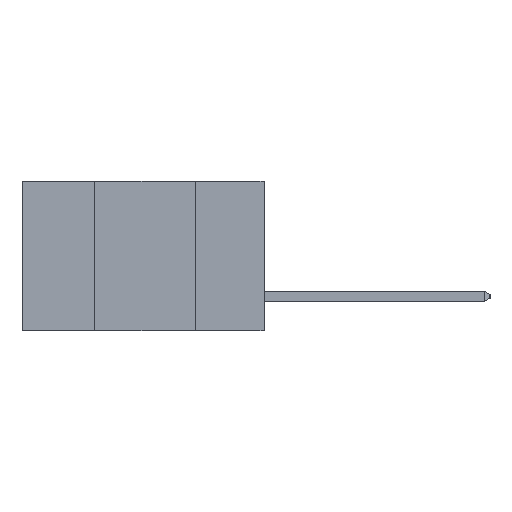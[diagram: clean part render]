
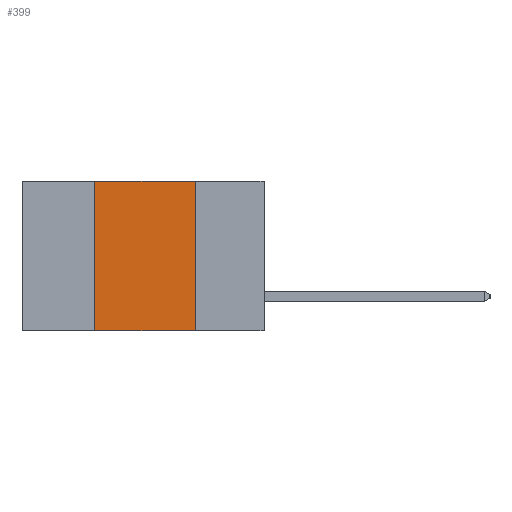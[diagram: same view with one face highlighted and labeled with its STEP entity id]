
A CAD part, left-side view. The second image highlights one B-rep face of the part: STEP entity #399.
In plain terms, the highlighted planar face has unit normal (-1, 0, 0).
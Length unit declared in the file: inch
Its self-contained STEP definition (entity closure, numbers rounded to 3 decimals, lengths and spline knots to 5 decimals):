
#399 = ADVANCED_FACE ( 'NONE', ( #17403 ), #3519, .F. ) ;
#1506 = DIRECTION ( 'NONE',  ( 1., 0., 0. ) ) ;
#2107 = EDGE_CURVE ( 'NONE', #5016, #8169, #25079, .T. ) ;
#2495 = DIRECTION ( 'NONE',  ( 0., 0., 1. ) ) ;
#2741 = CARTESIAN_POINT ( 'NONE',  ( 0., 0.42, -0.37 ) ) ;
#3519 = PLANE ( 'NONE',  #8589 ) ;
#4331 = LINE ( 'NONE', #19912, #25172 ) ;
#4705 = DIRECTION ( 'NONE',  ( 0., 0., -1. ) ) ;
#4751 = CARTESIAN_POINT ( 'NONE',  ( 0., 0.17, -0.37 ) ) ;
#5016 = VERTEX_POINT ( 'NONE', #7858 ) ;
#5230 = EDGE_CURVE ( 'NONE', #6047, #18070, #23419, .T. ) ;
#6047 = VERTEX_POINT ( 'NONE', #7305 ) ;
#7305 = CARTESIAN_POINT ( 'NONE',  ( 0., 0.17, 0. ) ) ;
#7777 = ORIENTED_EDGE ( 'NONE', *, *, #24949, .F. ) ;
#7807 = CARTESIAN_POINT ( 'NONE',  ( 0., 0.6, 0. ) ) ;
#7858 = CARTESIAN_POINT ( 'NONE',  ( 0., 0.42, -0.37 ) ) ;
#8163 = DIRECTION ( 'NONE',  ( 0., 0., -1. ) ) ;
#8169 = VERTEX_POINT ( 'NONE', #16267 ) ;
#8589 = AXIS2_PLACEMENT_3D ( 'NONE', #7807, #1506, #8163 ) ;
#9441 = ORIENTED_EDGE ( 'NONE', *, *, #5230, .F. ) ;
#9745 = DIRECTION ( 'NONE',  ( 0., -1., 0. ) ) ;
#11721 = CARTESIAN_POINT ( 'NONE',  ( 0., 0.6, 0. ) ) ;
#12561 = CARTESIAN_POINT ( 'NONE',  ( 0., 0.17, -0.37 ) ) ;
#12763 = VECTOR ( 'NONE', #4705, 39.37008 ) ;
#14482 = VECTOR ( 'NONE', #2495, 39.37008 ) ;
#14997 = EDGE_CURVE ( 'NONE', #5016, #18070, #4331, .T. ) ;
#15089 = LINE ( 'NONE', #11721, #19810 ) ;
#16267 = CARTESIAN_POINT ( 'NONE',  ( 0., 0.42, 0. ) ) ;
#17403 = FACE_OUTER_BOUND ( 'NONE', #20999, .T. ) ;
#18070 = VERTEX_POINT ( 'NONE', #12561 ) ;
#18946 = ORIENTED_EDGE ( 'NONE', *, *, #2107, .F. ) ;
#19810 = VECTOR ( 'NONE', #9745, 39.37008 ) ;
#19912 = CARTESIAN_POINT ( 'NONE',  ( 0., 0.6, -0.37 ) ) ;
#20999 = EDGE_LOOP ( 'NONE', ( #9441, #7777, #18946, #26136 ) ) ;
#21927 = DIRECTION ( 'NONE',  ( 0., -1., 0. ) ) ;
#23419 = LINE ( 'NONE', #4751, #12763 ) ;
#24949 = EDGE_CURVE ( 'NONE', #8169, #6047, #15089, .T. ) ;
#25079 = LINE ( 'NONE', #2741, #14482 ) ;
#25172 = VECTOR ( 'NONE', #21927, 39.37008 ) ;
#26136 = ORIENTED_EDGE ( 'NONE', *, *, #14997, .T. ) ;
